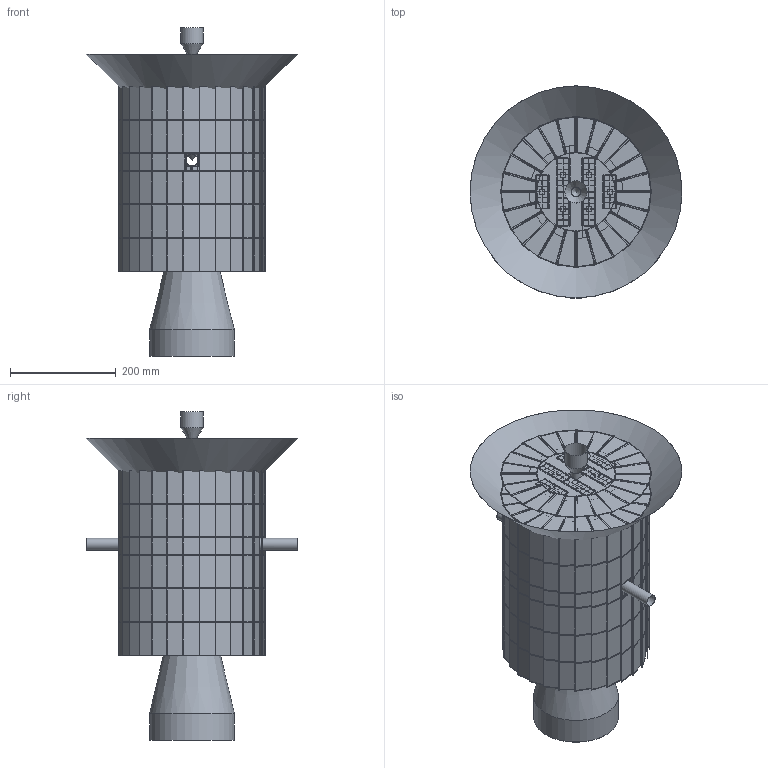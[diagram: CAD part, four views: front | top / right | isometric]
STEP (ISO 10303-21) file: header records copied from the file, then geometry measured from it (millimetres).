
FILE_DESCRIPTION((''),'2;1');
FILE_NAME('MVD-1.0_Pv-1.0_Sv-1.0.stp','2008-02-22T14:54:04',('thomas'),(''),'Autodesk Inventor 2008','Autodesk Inventor 2008','');
FILE_SCHEMA(('AUTOMOTIVE_DESIGN { 1 0 10303 214 1 1 1 1 }'));
Length unit declared in the file: millimetre
Products named in the file (66): MVD-1.0_Pv-1.0_Sv-1; Sv-1; Fwd; Strip_Ldk; Strip_Smod_N2_TrapL; Strip_Mod_1Sens_TrapL; Strip_Sens_TrapL; StripActive_TrapL; StripPassive_TrapL; Hshell; Strip_Bl3; Sv1; Strip_Smod_N5_Rect; Strip_Mod_3Sens_RectL; Strip_Sens_RectL; StripActive_RectL; StripPassive_RectL; Strip_Mod_2Sens_RectL; Strip_Smod_N6_Rect; Strip_Mod_2Sens_RectM; Strip_Sens_RectS; StripActive_RectS; StripPassive_RectS; Strip_Bl4; Pv-1; Beam-target-geometry; Fw-Beam-cone; MVD_Bl2_Bl3_Sup_NewA; MVD_Bl2_Bl3_Sup_NewB; Pixel_Hshell_v2; Pixel_Bl1_v2-NEW; Pixel_Smod_6x1; Pixel_Mod_6x1; PixelActive_6x1; PixelPassive_6x1; Pixel_Fe; Pixel_Mod_Mc; Pixel_Mod_Fiber; Pixel_Smod_Sup_v2_small_1x6; Geometry-Bl1 ...
Assembly tree (199 placements, depth 8):
  MVD-1.0_Pv-1.0_Sv-1
    Sv-1
      Fwd  x2
        Strip_Ldk
          Strip_Smod_N2_TrapL  x6
            Strip_Mod_1Sens_TrapL
              Strip_Sens_TrapL
                StripActive_TrapL
                StripPassive_TrapL
      Hshell  x2
        Strip_Bl3
          Sv1  x2
          Strip_Smod_N5_Rect
            Strip_Mod_3Sens_RectL
              Strip_Sens_RectL  x3
                StripActive_RectL
                StripPassive_RectL
            Strip_Mod_2Sens_RectL
              Strip_Sens_RectL  x2
                StripActive_RectL
                StripPassive_RectL
          Strip_Smod_N6_Rect  x8
            Strip_Mod_2Sens_RectM
              Strip_Sens_RectL
                StripActive_RectL
                StripPassive_RectL
              Strip_Sens_RectS
                StripActive_RectS
                StripPassive_RectS
            Strip_Mod_2Sens_RectL
              Strip_Sens_RectL  x2
                StripActive_RectL
                StripPassive_RectL
        Strip_Bl4
          Sv1  x2
          Strip_Smod_N5_Rect
            Strip_Mod_3Sens_RectL
              Strip_Sens_RectL  x3
                StripActive_RectL
                StripPassive_RectL
            Strip_Mod_2Sens_RectL
              Strip_Sens_RectL  x2
                StripActive_RectL
                StripPassive_RectL
          Strip_Smod_N6_Rect  x13
            Strip_Mod_2Sens_RectM
              Strip_Sens_RectL
                StripActive_RectL
                StripPassive_RectL
              Strip_Sens_RectS
                StripActive_RectS
                StripPassive_RectS
            Strip_Mod_2Sens_RectL
              Strip_Sens_RectL  x2
                StripActive_RectL
                StripPassive_RectL
    Pv-1
      Beam-target-geometry
      Fw-Beam-cone
      MVD_Bl2_Bl3_Sup_NewA  x4
Bounding box: 400 x 400 x 620 mm (x, y, z)
Volume: 862086.6 mm3; surface area: 3256087.1 mm2
Topology: 2750 solids, 2750 shells, 17425 faces, 35773 edges, 23847 vertices
Faces by surface type: plane 16929, cylinder 490, cone 6
Full cylindrical faces by diameter (mm): 0.2 x480, 17.8 x2, 18 x2, 21.8 x1, 22 x1, 41.8 x1, 42 x1, 159.8 x1, 160 x1
Entity records: 11799 total; most frequent: CARTESIAN_POINT 2069, DIRECTION 1842, ORIENTED_EDGE 1392, EDGE_CURVE 696, VECTOR 672, LINE 672, AXIS2_PLACEMENT_3D 585, VERTEX_POINT 472
